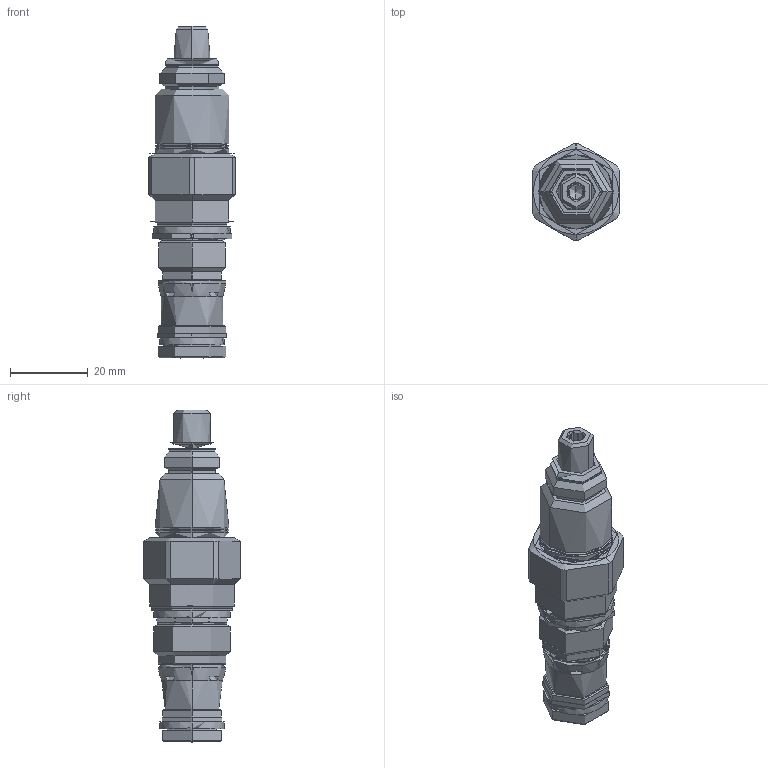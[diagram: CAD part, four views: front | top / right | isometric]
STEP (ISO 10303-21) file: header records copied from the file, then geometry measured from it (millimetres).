
FILE_DESCRIPTION((''),'2;1');
FILE_NAME('FDBALAN_SW','2022-05-03T09:38:30',('SigMax'),(''),'CREO PARAMETRIC BY PTC INC, 2021072','CREO PARAMETRIC BY PTC INC, 2021072','');
FILE_SCHEMA(('AUTOMOTIVE_DESIGN { 1 0 10303 214 1 1 1 1 }'));
Length unit declared in the file: inch
Products named in the file (1): FDBALAN_SW
Bounding box: 22.23 x 24.84 x 85.35 mm (x, y, z)
Topology: 0 solids, 0 shells, 241 faces, 1142 edges, 1124 vertices
Faces by surface type: cylinder 94, cone 54, plane 53, torus 32, revolution 8
Entity records: 21243 total; most frequent: CARTESIAN_POINT 8845, DIRECTION 2030, TRIMMED_CURVE 1284, DEFINITIONAL_REPRESENTATION 1108, PCURVE 1108, COMPOSITE_CURVE_SEGMENT 1108, VECTOR 1012, LINE 1012
